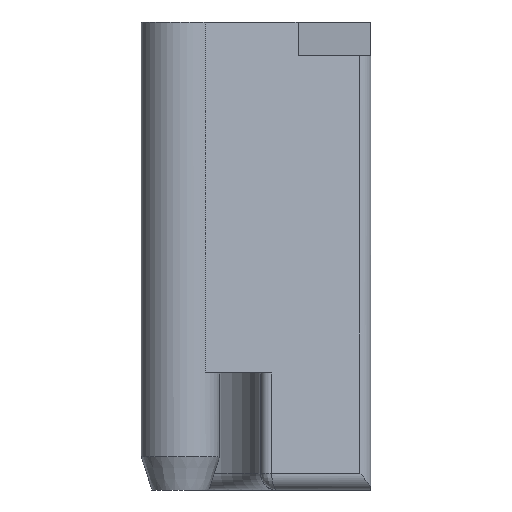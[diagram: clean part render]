
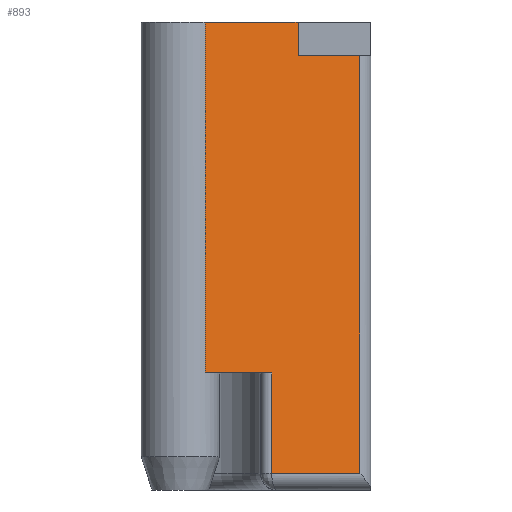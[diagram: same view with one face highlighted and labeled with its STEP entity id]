
A CAD part, front view. The second image highlights one B-rep face of the part: STEP entity #893.
In plain terms, the highlighted planar face has unit normal (0.342, -0.94, 0).
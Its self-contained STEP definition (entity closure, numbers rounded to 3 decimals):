
#36=PLANE('',#975);
#83=FACE_OUTER_BOUND('',#135,.T.);
#135=EDGE_LOOP('',(#660,#661,#662,#663,#664,#665,#666,#667));
#183=LINE('',#1315,#283);
#185=LINE('',#1380,#285);
#188=LINE('',#1405,#288);
#195=LINE('',#1420,#295);
#196=LINE('',#1422,#296);
#197=LINE('',#1424,#297);
#198=LINE('',#1426,#298);
#199=LINE('',#1427,#299);
#283=VECTOR('',#1064,10.);
#285=VECTOR('',#1072,10.);
#288=VECTOR('',#1089,10.);
#295=VECTOR('',#1100,10.);
#296=VECTOR('',#1101,10.);
#297=VECTOR('',#1102,10.);
#298=VECTOR('',#1103,10.);
#299=VECTOR('',#1104,10.);
#408=VERTEX_POINT('',#1308);
#411=VERTEX_POINT('',#1313);
#415=VERTEX_POINT('',#1378);
#420=VERTEX_POINT('',#1403);
#426=VERTEX_POINT('',#1419);
#427=VERTEX_POINT('',#1421);
#428=VERTEX_POINT('',#1423);
#429=VERTEX_POINT('',#1425);
#497=EDGE_CURVE('',#411,#408,#183,.T.);
#503=EDGE_CURVE('',#415,#411,#185,.T.);
#511=EDGE_CURVE('',#420,#415,#188,.T.);
#518=EDGE_CURVE('',#420,#426,#195,.T.);
#519=EDGE_CURVE('',#426,#427,#196,.T.);
#520=EDGE_CURVE('',#428,#427,#197,.T.);
#521=EDGE_CURVE('',#428,#429,#198,.T.);
#522=EDGE_CURVE('',#408,#429,#199,.T.);
#660=ORIENTED_EDGE('',*,*,#497,.F.);
#661=ORIENTED_EDGE('',*,*,#503,.F.);
#662=ORIENTED_EDGE('',*,*,#511,.F.);
#663=ORIENTED_EDGE('',*,*,#518,.T.);
#664=ORIENTED_EDGE('',*,*,#519,.T.);
#665=ORIENTED_EDGE('',*,*,#520,.F.);
#666=ORIENTED_EDGE('',*,*,#521,.T.);
#667=ORIENTED_EDGE('',*,*,#522,.F.);
#893=ADVANCED_FACE('',(#83),#36,.T.);
#975=AXIS2_PLACEMENT_3D('',#1418,#1098,#1099);
#1064=DIRECTION('',(0.,0.,1.));
#1072=DIRECTION('',(-0.94,-0.342,0.));
#1089=DIRECTION('',(0.,0.,-1.));
#1098=DIRECTION('center_axis',(0.342,-0.94,0.));
#1099=DIRECTION('ref_axis',(-0.94,-0.342,0.));
#1100=DIRECTION('',(-0.94,-0.342,0.));
#1101=DIRECTION('',(0.,0.,1.));
#1102=DIRECTION('',(0.94,0.342,0.));
#1103=DIRECTION('',(0.,0.,-1.));
#1104=DIRECTION('',(-0.94,-0.342,0.));
#1308=CARTESIAN_POINT('',(5.47,-0.371,-21.));
#1313=CARTESIAN_POINT('',(5.47,-0.371,-27.));
#1315=CARTESIAN_POINT('',(5.47,-0.371,-21.));
#1378=CARTESIAN_POINT('',(10.742,1.548,-27.));
#1380=CARTESIAN_POINT('',(10.494,1.457,-27.));
#1403=CARTESIAN_POINT('',(10.742,1.548,-2.));
#1405=CARTESIAN_POINT('',(10.742,1.548,0.));
#1418=CARTESIAN_POINT('Origin',(11.4,1.787,0.));
#1419=CARTESIAN_POINT('',(7.039,0.2,-2.));
#1420=CARTESIAN_POINT('',(10.31,1.39,-2.));
#1421=CARTESIAN_POINT('',(7.039,0.2,0.));
#1422=CARTESIAN_POINT('',(7.039,0.2,0.));
#1423=CARTESIAN_POINT('',(1.484,-1.822,0.));
#1424=CARTESIAN_POINT('',(0.034,-2.35,0.));
#1425=CARTESIAN_POINT('',(1.484,-1.822,-21.));
#1426=CARTESIAN_POINT('',(1.484,-1.822,0.));
#1427=CARTESIAN_POINT('',(0.034,-2.35,-21.));
